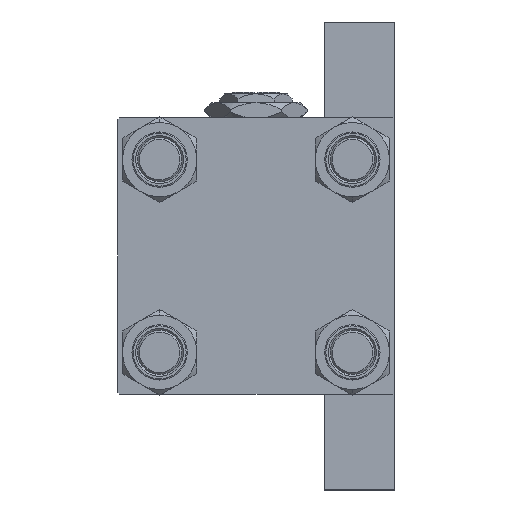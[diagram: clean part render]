
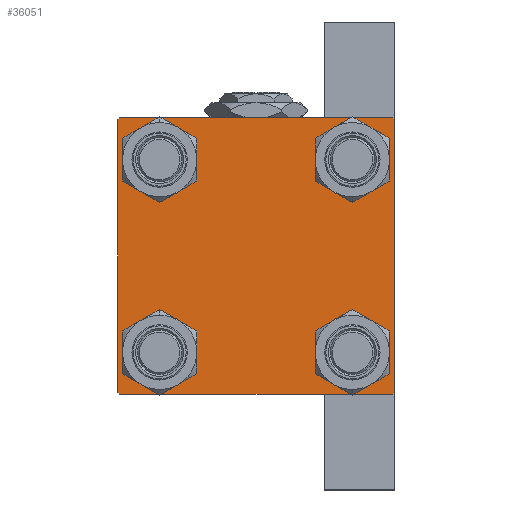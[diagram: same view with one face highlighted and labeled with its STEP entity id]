
A CAD part, left-side view. The second image highlights one B-rep face of the part: STEP entity #36051.
In plain terms, the highlighted planar face has unit normal (-1, 0, 0).
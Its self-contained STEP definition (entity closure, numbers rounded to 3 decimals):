
#248 = VECTOR ( 'NONE', #41028, 1000. ) ;
#790 = DIRECTION ( 'NONE',  ( 0., 0., 1. ) ) ;
#1073 = CARTESIAN_POINT ( 'NONE',  ( 0., -37., 37.5 ) ) ;
#2024 = DIRECTION ( 'NONE',  ( 1., 0., 0. ) ) ;
#2097 = CARTESIAN_POINT ( 'NONE',  ( 0., -26.15, -26.15 ) ) ;
#2517 = DIRECTION ( 'NONE',  ( 0., -0.707, 0.707 ) ) ;
#3146 = CARTESIAN_POINT ( 'NONE',  ( 0., 37., -37.5 ) ) ;
#3234 = CARTESIAN_POINT ( 'NONE',  ( 0., -37.5, 37.5 ) ) ;
#3362 = EDGE_CURVE ( 'NONE', #35062, #22513, #20314, .T. ) ;
#5116 = VERTEX_POINT ( 'NONE', #18366 ) ;
#5152 = ORIENTED_EDGE ( 'NONE', *, *, #12957, .T. ) ;
#5419 = ORIENTED_EDGE ( 'NONE', *, *, #9430, .F. ) ;
#6067 = VECTOR ( 'NONE', #20113, 1000. ) ;
#6402 = VERTEX_POINT ( 'NONE', #33499 ) ;
#6648 = CIRCLE ( 'NONE', #30953, 6.5 ) ;
#6758 = CARTESIAN_POINT ( 'NONE',  ( 0., 37.25, -37.25 ) ) ;
#7333 = CARTESIAN_POINT ( 'NONE',  ( 0., 26.15, 32.65 ) ) ;
#7784 = LINE ( 'NONE', #6758, #49411 ) ;
#8034 = VERTEX_POINT ( 'NONE', #3146 ) ;
#8287 = VECTOR ( 'NONE', #15155, 1000. ) ;
#8473 = VECTOR ( 'NONE', #2517, 1000. ) ;
#8911 = CARTESIAN_POINT ( 'NONE',  ( 0., 37.5, 37.5 ) ) ;
#9011 = ORIENTED_EDGE ( 'NONE', *, *, #3362, .T. ) ;
#9083 = CARTESIAN_POINT ( 'NONE',  ( 0., -26.15, -19.65 ) ) ;
#9430 = EDGE_CURVE ( 'NONE', #14641, #34611, #43630, .T. ) ;
#9868 = FACE_BOUND ( 'NONE', #22452, .T. ) ;
#10254 = VECTOR ( 'NONE', #36486, 1000. ) ;
#10744 = EDGE_LOOP ( 'NONE', ( #13862, #39337 ) ) ;
#10814 = CIRCLE ( 'NONE', #44795, 6.5 ) ;
#10997 = VERTEX_POINT ( 'NONE', #39660 ) ;
#11539 = DIRECTION ( 'NONE',  ( 1., 0., 0. ) ) ;
#12431 = CARTESIAN_POINT ( 'NONE',  ( 0., 37.5, -37.5 ) ) ;
#12752 = EDGE_CURVE ( 'NONE', #8034, #14201, #16243, .T. ) ;
#12784 = ORIENTED_EDGE ( 'NONE', *, *, #17668, .F. ) ;
#12957 = EDGE_CURVE ( 'NONE', #14641, #35062, #13171, .T. ) ;
#13171 = LINE ( 'NONE', #28647, #10254 ) ;
#13213 = EDGE_CURVE ( 'NONE', #17217, #34611, #39737, .T. ) ;
#13862 = ORIENTED_EDGE ( 'NONE', *, *, #20168, .T. ) ;
#14201 = VERTEX_POINT ( 'NONE', #18323 ) ;
#14546 = VERTEX_POINT ( 'NONE', #9083 ) ;
#14641 = VERTEX_POINT ( 'NONE', #18884 ) ;
#14655 = EDGE_CURVE ( 'NONE', #38317, #30383, #33206, .T. ) ;
#14907 = LINE ( 'NONE', #3234, #8287 ) ;
#15155 = DIRECTION ( 'NONE',  ( 0., 0., -1. ) ) ;
#15241 = DIRECTION ( 'NONE',  ( 1., 0., 0. ) ) ;
#15611 = ORIENTED_EDGE ( 'NONE', *, *, #13213, .T. ) ;
#16052 = DIRECTION ( 'NONE',  ( 0., 0., 1. ) ) ;
#16100 = ORIENTED_EDGE ( 'NONE', *, *, #17943, .T. ) ;
#16243 = LINE ( 'NONE', #12431, #22312 ) ;
#16764 = CARTESIAN_POINT ( 'NONE',  ( 0., 26.15, -26.15 ) ) ;
#17075 = DIRECTION ( 'NONE',  ( 0., 0., 1. ) ) ;
#17217 = VERTEX_POINT ( 'NONE', #48983 ) ;
#17491 = CARTESIAN_POINT ( 'NONE',  ( 0., 26.15, 19.65 ) ) ;
#17494 = FACE_OUTER_BOUND ( 'NONE', #29566, .T. ) ;
#17668 = EDGE_CURVE ( 'NONE', #17217, #10997, #14907, .T. ) ;
#17747 = CARTESIAN_POINT ( 'NONE',  ( 0., 0., 0. ) ) ;
#17758 = DIRECTION ( 'NONE',  ( 0., 0., 1. ) ) ;
#17920 = VERTEX_POINT ( 'NONE', #46689 ) ;
#17943 = EDGE_CURVE ( 'NONE', #6402, #17920, #22034, .T. ) ;
#17966 = CIRCLE ( 'NONE', #48686, 6.5 ) ;
#18323 = CARTESIAN_POINT ( 'NONE',  ( 0., -37., -37.5 ) ) ;
#18366 = CARTESIAN_POINT ( 'NONE',  ( 0., 26.15, -32.65 ) ) ;
#18884 = CARTESIAN_POINT ( 'NONE',  ( 0., 37., 37.5 ) ) ;
#20113 = DIRECTION ( 'NONE',  ( 0., -1., 0. ) ) ;
#20131 = DIRECTION ( 'NONE',  ( 1., 0., 0. ) ) ;
#20168 = EDGE_CURVE ( 'NONE', #14546, #36323, #10814, .T. ) ;
#20314 = LINE ( 'NONE', #43339, #248 ) ;
#21301 = FACE_BOUND ( 'NONE', #39952, .T. ) ;
#21797 = DIRECTION ( 'NONE',  ( 0., 0., 1. ) ) ;
#22034 = CIRCLE ( 'NONE', #37405, 6.5 ) ;
#22112 = CARTESIAN_POINT ( 'NONE',  ( 0., 26.15, -19.65 ) ) ;
#22117 = ORIENTED_EDGE ( 'NONE', *, *, #38188, .T. ) ;
#22312 = VECTOR ( 'NONE', #27920, 1000. ) ;
#22452 = EDGE_LOOP ( 'NONE', ( #16100, #25548 ) ) ;
#22513 = VERTEX_POINT ( 'NONE', #34447 ) ;
#22671 = EDGE_CURVE ( 'NONE', #22513, #8034, #7784, .T. ) ;
#23224 = VERTEX_POINT ( 'NONE', #22112 ) ;
#24285 = CARTESIAN_POINT ( 'NONE',  ( 0., -37.25, 37.25 ) ) ;
#24396 = CARTESIAN_POINT ( 'NONE',  ( 0., 26.15, 26.15 ) ) ;
#24945 = ORIENTED_EDGE ( 'NONE', *, *, #14655, .T. ) ;
#25339 = FACE_BOUND ( 'NONE', #38978, .T. ) ;
#25548 = ORIENTED_EDGE ( 'NONE', *, *, #29831, .T. ) ;
#25800 = CIRCLE ( 'NONE', #29817, 6.5 ) ;
#26077 = PLANE ( 'NONE',  #35105 ) ;
#27025 = DIRECTION ( 'NONE',  ( 0., 0., 1. ) ) ;
#27282 = VECTOR ( 'NONE', #32148, 1000. ) ;
#27893 = AXIS2_PLACEMENT_3D ( 'NONE', #16764, #2024, #17758 ) ;
#27920 = DIRECTION ( 'NONE',  ( 0., -1., 0. ) ) ;
#27977 = DIRECTION ( 'NONE',  ( 1., 0., 0. ) ) ;
#28647 = CARTESIAN_POINT ( 'NONE',  ( 0., 37.25, 37.25 ) ) ;
#28732 = EDGE_CURVE ( 'NONE', #5116, #23224, #17966, .T. ) ;
#29566 = EDGE_LOOP ( 'NONE', ( #9011, #49768, #41879, #35094, #12784, #15611, #5419, #5152 ) ) ;
#29728 = DIRECTION ( 'NONE',  ( 1., 0., 0. ) ) ;
#29736 = CARTESIAN_POINT ( 'NONE',  ( 0., -26.15, -26.15 ) ) ;
#29817 = AXIS2_PLACEMENT_3D ( 'NONE', #24396, #27977, #43402 ) ;
#29831 = EDGE_CURVE ( 'NONE', #17920, #6402, #6648, .T. ) ;
#30383 = VERTEX_POINT ( 'NONE', #17491 ) ;
#30825 = CARTESIAN_POINT ( 'NONE',  ( 0., -26.15, 26.15 ) ) ;
#30953 = AXIS2_PLACEMENT_3D ( 'NONE', #30825, #11539, #27025 ) ;
#32148 = DIRECTION ( 'NONE',  ( 0., 0.707, 0.707 ) ) ;
#33023 = DIRECTION ( 'NONE',  ( 0., 0., 1. ) ) ;
#33206 = CIRCLE ( 'NONE', #43766, 6.5 ) ;
#33499 = CARTESIAN_POINT ( 'NONE',  ( 0., -26.15, 32.65 ) ) ;
#33690 = LINE ( 'NONE', #45575, #8473 ) ;
#34447 = CARTESIAN_POINT ( 'NONE',  ( 0., 37.5, -37. ) ) ;
#34509 = CARTESIAN_POINT ( 'NONE',  ( 0., 26.15, -26.15 ) ) ;
#34611 = VERTEX_POINT ( 'NONE', #1073 ) ;
#35062 = VERTEX_POINT ( 'NONE', #38850 ) ;
#35094 = ORIENTED_EDGE ( 'NONE', *, *, #38351, .T. ) ;
#35105 = AXIS2_PLACEMENT_3D ( 'NONE', #17747, #41274, #21797 ) ;
#35564 = CARTESIAN_POINT ( 'NONE',  ( 0., -26.15, 26.15 ) ) ;
#36051 = ADVANCED_FACE ( 'NONE', ( #9868, #41038, #21301, #25339, #17494 ), #26077, .T. ) ;
#36323 = VERTEX_POINT ( 'NONE', #46006 ) ;
#36486 = DIRECTION ( 'NONE',  ( 0., 0.707, -0.707 ) ) ;
#37405 = AXIS2_PLACEMENT_3D ( 'NONE', #35564, #20131, #16052 ) ;
#38188 = EDGE_CURVE ( 'NONE', #23224, #5116, #48888, .T. ) ;
#38317 = VERTEX_POINT ( 'NONE', #7333 ) ;
#38351 = EDGE_CURVE ( 'NONE', #14201, #10997, #33690, .T. ) ;
#38850 = CARTESIAN_POINT ( 'NONE',  ( 0., 37.5, 37. ) ) ;
#38978 = EDGE_LOOP ( 'NONE', ( #24945, #45394 ) ) ;
#39337 = ORIENTED_EDGE ( 'NONE', *, *, #43021, .T. ) ;
#39414 = AXIS2_PLACEMENT_3D ( 'NONE', #29736, #40620, #17075 ) ;
#39660 = CARTESIAN_POINT ( 'NONE',  ( 0., -37.5, -37. ) ) ;
#39737 = LINE ( 'NONE', #24285, #27282 ) ;
#39952 = EDGE_LOOP ( 'NONE', ( #22117, #48531 ) ) ;
#40620 = DIRECTION ( 'NONE',  ( 1., 0., 0. ) ) ;
#41028 = DIRECTION ( 'NONE',  ( 0., 0., -1. ) ) ;
#41038 = FACE_BOUND ( 'NONE', #10744, .T. ) ;
#41274 = DIRECTION ( 'NONE',  ( -1., 0., 0. ) ) ;
#41879 = ORIENTED_EDGE ( 'NONE', *, *, #12752, .T. ) ;
#42228 = DIRECTION ( 'NONE',  ( 0., -0.707, -0.707 ) ) ;
#43021 = EDGE_CURVE ( 'NONE', #36323, #14546, #43457, .T. ) ;
#43339 = CARTESIAN_POINT ( 'NONE',  ( 0., 37.5, 37.5 ) ) ;
#43402 = DIRECTION ( 'NONE',  ( 0., 0., 1. ) ) ;
#43457 = CIRCLE ( 'NONE', #39414, 6.5 ) ;
#43630 = LINE ( 'NONE', #8911, #6067 ) ;
#43766 = AXIS2_PLACEMENT_3D ( 'NONE', #46209, #50026, #49772 ) ;
#44795 = AXIS2_PLACEMENT_3D ( 'NONE', #2097, #29728, #33023 ) ;
#45394 = ORIENTED_EDGE ( 'NONE', *, *, #46759, .T. ) ;
#45575 = CARTESIAN_POINT ( 'NONE',  ( 0., -37.25, -37.25 ) ) ;
#46006 = CARTESIAN_POINT ( 'NONE',  ( 0., -26.15, -32.65 ) ) ;
#46209 = CARTESIAN_POINT ( 'NONE',  ( 0., 26.15, 26.15 ) ) ;
#46689 = CARTESIAN_POINT ( 'NONE',  ( 0., -26.15, 19.65 ) ) ;
#46759 = EDGE_CURVE ( 'NONE', #30383, #38317, #25800, .T. ) ;
#48531 = ORIENTED_EDGE ( 'NONE', *, *, #28732, .T. ) ;
#48686 = AXIS2_PLACEMENT_3D ( 'NONE', #34509, #15241, #790 ) ;
#48888 = CIRCLE ( 'NONE', #27893, 6.5 ) ;
#48983 = CARTESIAN_POINT ( 'NONE',  ( 0., -37.5, 37. ) ) ;
#49411 = VECTOR ( 'NONE', #42228, 1000. ) ;
#49768 = ORIENTED_EDGE ( 'NONE', *, *, #22671, .T. ) ;
#49772 = DIRECTION ( 'NONE',  ( 0., 0., 1. ) ) ;
#50026 = DIRECTION ( 'NONE',  ( 1., 0., 0. ) ) ;
